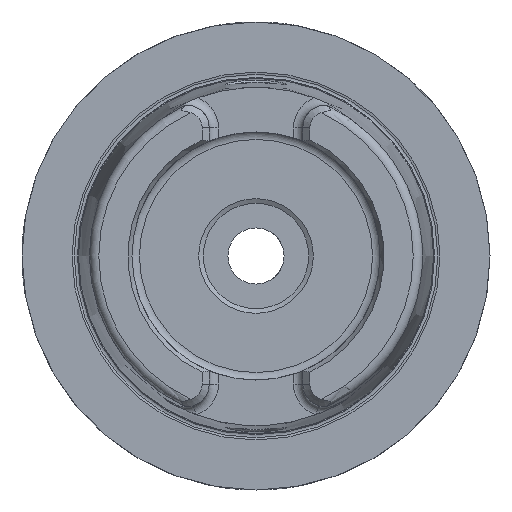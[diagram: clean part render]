
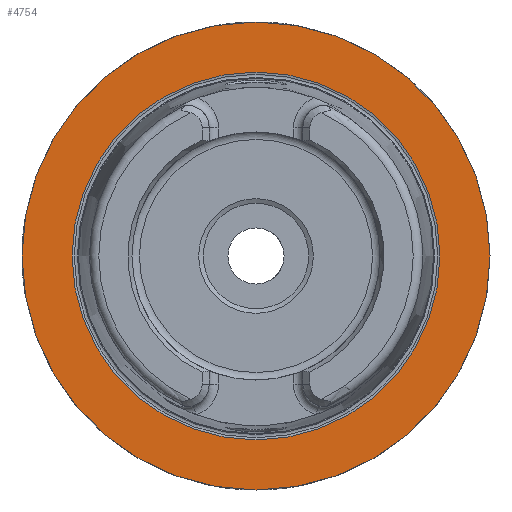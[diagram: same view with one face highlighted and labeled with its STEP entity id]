
A CAD part, left-side view. The second image highlights one B-rep face of the part: STEP entity #4754.
In plain terms, the highlighted planar face has unit normal (-1, 0, 0).
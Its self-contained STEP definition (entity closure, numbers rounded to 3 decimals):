
#909=CARTESIAN_POINT('',(0.,50.0,0.0));
#910=VERTEX_POINT('',#909);
#911=CARTESIAN_POINT('',(0.0,0.,0.0));
#912=DIRECTION('',(1.0,0.0,0.0));
#913=DIRECTION('',(0.0,1.0,0.0));
#914=AXIS2_PLACEMENT_3D('',#911,#912,#913);
#915=CIRCLE('',#914,50.0);
#916=EDGE_CURVE('',#910,#910,#915,.T.);
#4696=CARTESIAN_POINT('',(0.,39.297,0.0));
#4697=VERTEX_POINT('',#4696);
#4698=CARTESIAN_POINT('',(0.,0.0,0.0));
#4699=DIRECTION('',(1.0,0.0,0.0));
#4700=DIRECTION('',(0.0,1.0,0.0));
#4701=AXIS2_PLACEMENT_3D('',#4698,#4699,#4700);
#4702=CIRCLE('',#4701,39.297);
#4703=EDGE_CURVE('',#4697,#4697,#4702,.T.);
#4743=CARTESIAN_POINT('',(0.,44.004,0.0));
#4744=DIRECTION('',(-1.0,0.0,0.0));
#4745=DIRECTION('',(0.0,0.0,1.0));
#4746=AXIS2_PLACEMENT_3D('',#4743,#4744,#4745);
#4747=PLANE('',#4746);
#4748=ORIENTED_EDGE('',*,*,#916,.F.);
#4749=EDGE_LOOP('',(#4748));
#4750=FACE_OUTER_BOUND('',#4749,.T.);
#4751=ORIENTED_EDGE('',*,*,#4703,.T.);
#4752=EDGE_LOOP('',(#4751));
#4753=FACE_BOUND('',#4752,.T.);
#4754=ADVANCED_FACE('',(#4750,#4753),#4747,.T.);
